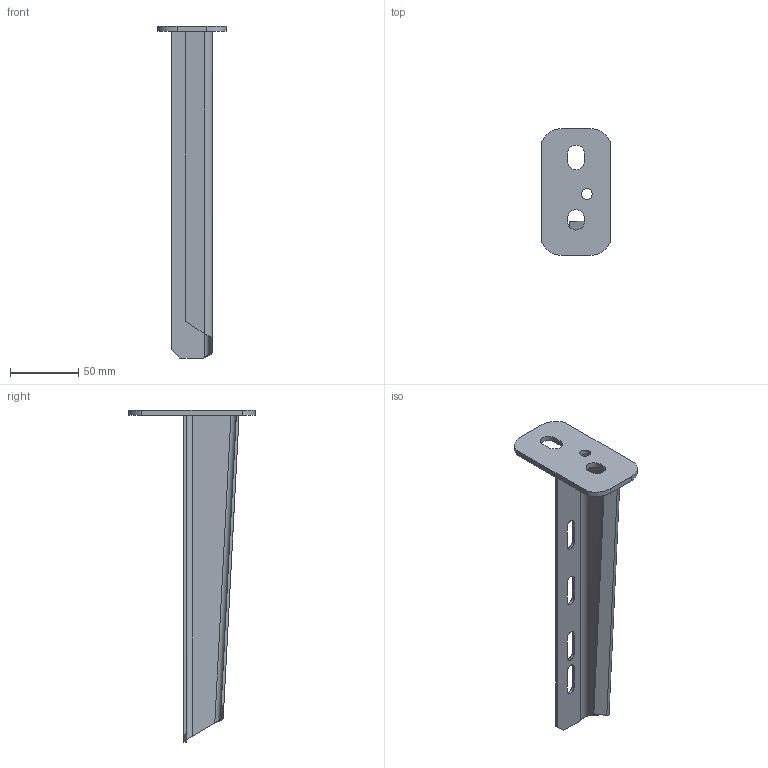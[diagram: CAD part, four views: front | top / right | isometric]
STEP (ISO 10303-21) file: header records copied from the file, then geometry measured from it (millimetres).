
FILE_DESCRIPTION (( 'STEP AP203' ), '1' );
FILE_NAME ('10-02-1390.STEP', '2013-05-02T10:38:08', ( 'asennus' ), ( '' ), 'SwSTEP 2.0', 'SolidWorks 2013', '' );
FILE_SCHEMA (( 'CONFIG_CONTROL_DESIGN' ));
Length unit declared in the file: millimetre
Products named in the file (1): 10-02-1390
Bounding box: 50 x 93 x 244 mm (x, y, z)
Volume: 50355.5 mm3; surface area: 45332 mm2
Topology: 2 solids, 2 shells, 65 faces, 167 edges, 106 vertices
Faces by surface type: plane 36, cylinder 26, bspline 3
Entity records: 2194 total; most frequent: CARTESIAN_POINT 502, ORIENTED_EDGE 334, DIRECTION 329, EDGE_CURVE 167, AXIS2_PLACEMENT_3D 111, VECTOR 107, LINE 107, VERTEX_POINT 106
